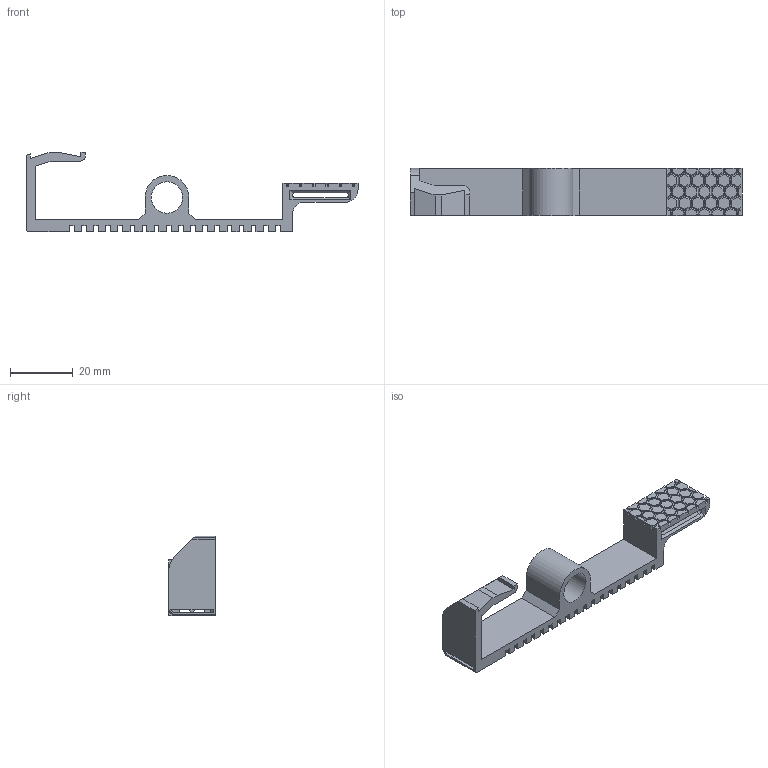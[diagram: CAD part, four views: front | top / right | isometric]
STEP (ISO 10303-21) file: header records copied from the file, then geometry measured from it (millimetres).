
FILE_DESCRIPTION(/* description */ ('STEP AP242','CAx-IF Rec.Pracs.---Representation and Presentation of Product Manufacturing Information (PMI)---4.0---2014-10-13','CAx-IF Rec.Pracs.---3D Tessellated Geometry---0.4---2014-09-14','2;1'),/* implementation_level */ '2;1');
FILE_NAME(/* name */ '68afb3210d0249798802c86c',/* time_stamp */ '2025-08-28T01:38:42Z',/* author */ (''),/* organization */ (''),/* preprocessor_version */ 'ST-DEVELOPER v20',/* originating_system */ 'ONSHAPE BY PTC INC, 1.202',/* authorisation */ ' ');
FILE_SCHEMA (('AP242_MANAGED_MODEL_BASED_3D_ENGINEERING_MIM_LF { 1 0 10303 442 1 1 4 }'));
Length unit declared in the file: metre
Products named in the file (1): FingerBender v9
Bounding box: 105.97 x 15 x 25.53 mm (x, y, z)
Volume: 8114.8 mm3; surface area: 9165.1 mm2
Topology: 1 solids, 1 shells, 549 faces, 1486 edges, 900 vertices
Faces by surface type: plane 539, cylinder 9, bspline 1
Full cylindrical faces by diameter (mm): 10 x1
Entity records: 16669 total; most frequent: ORIENTED_EDGE 2970, CARTESIAN_POINT 2956, DIRECTION 2607, EDGE_CURVE 1485, LINE 1457, VECTOR 1457, VERTEX_POINT 900, AXIS2_PLACEMENT_3D 575
